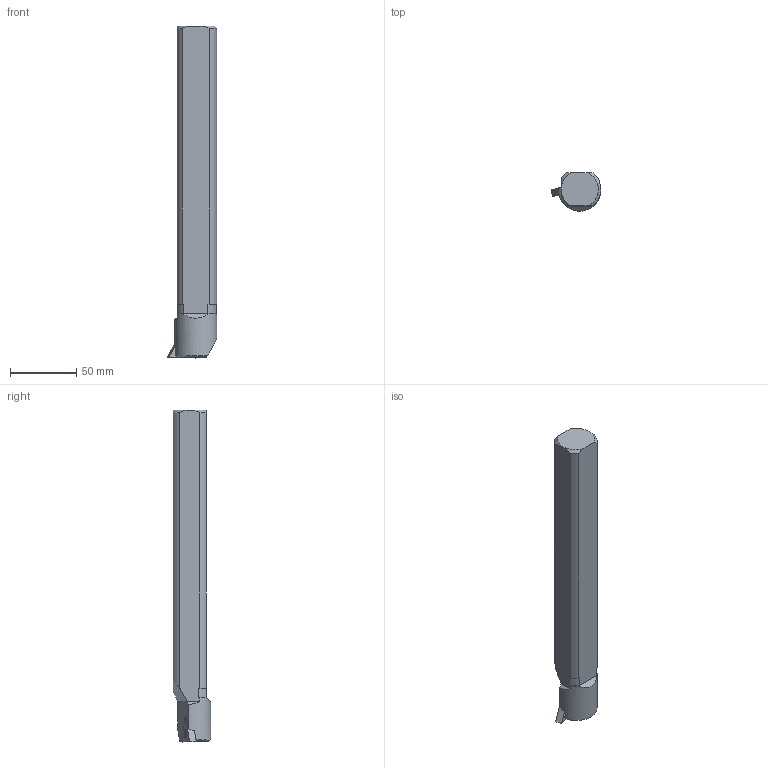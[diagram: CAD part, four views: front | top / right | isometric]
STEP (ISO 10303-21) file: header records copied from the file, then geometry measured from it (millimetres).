
FILE_DESCRIPTION(/* description */ (''),/* implementation_level */ '2;1');
FILE_NAME(/* name */ 'SIR 2532 S22-A_204855827_SIM.stp',/* time_stamp */ '2023-08-01T07:41:15+02:00',/* author */ (''),/* organization */ (''),/* preprocessor_version */ 'ST-DEVELOPER v16.7',/* originating_system */ 'SIEMENS PLM Software NX 12.0',/* authorisation */ '');
FILE_SCHEMA (('AUTOMOTIVE_DESIGN { 1 0 10303 214 3 1 1 1 }'));
Length unit declared in the file: millimetre
Products named in the file (1): wq70233C3FECp44z
Bounding box: 37.65 x 28.5 x 250.15 mm (x, y, z)
Volume: 165988.6 mm3; surface area: 25842.9 mm2
Topology: 2 solids, 2 shells, 37 faces, 93 edges, 60 vertices
Faces by surface type: plane 23, cylinder 8, cone 5, torus 1
Full cylindrical faces by diameter (mm): 5.1 x1
Entity records: 1147 total; most frequent: CARTESIAN_POINT 214, DIRECTION 188, ORIENTED_EDGE 180, EDGE_CURVE 90, AXIS2_PLACEMENT_3D 68, VERTEX_POINT 60, LINE 52, VECTOR 52
